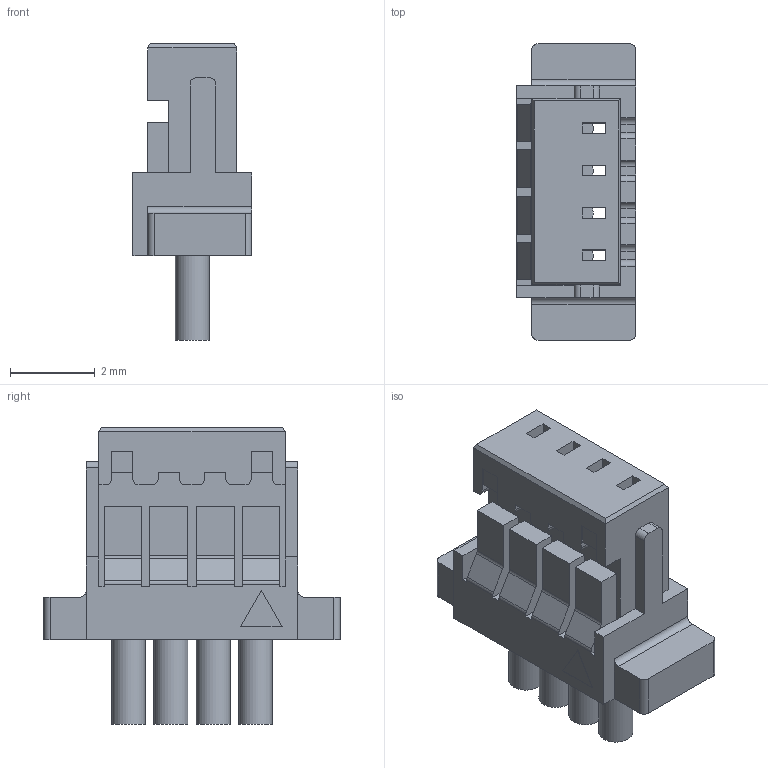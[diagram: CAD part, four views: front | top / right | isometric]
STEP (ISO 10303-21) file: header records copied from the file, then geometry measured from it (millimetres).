
FILE_DESCRIPTION(('FreeCAD Model'),'2;1');
FILE_NAME('Open CASCADE Shape Model','2023-09-13T20:21:53',(''),(''), 'Open CASCADE STEP processor 7.6','FreeCAD','Unknown');
FILE_SCHEMA(('AUTOMOTIVE_DESIGN { 1 0 10303 214 1 1 1 1 }'));
Length unit declared in the file: millimetre
Products named in the file (6): Unnamed; wire_4; wire_3; wire_2; wire_1; housing
Assembly tree (5 placements, depth 2):
  Unnamed
    wire_4
    wire_3
    wire_2
    wire_1
    housing
Bounding box: 2.81 x 7 x 7 mm (x, y, z)
Volume: 6 mm3; surface area: 206.5 mm2
Topology: 4 solids, 5 shells, 180 faces, 489 edges, 324 vertices
Faces by surface type: plane 142, cylinder 38
Full cylindrical faces by diameter (mm): 0.8 x4
Entity records: 5785 total; most frequent: CARTESIAN_POINT 999, ORIENTED_EDGE 978, DIRECTION 937, EDGE_CURVE 489, LINE 413, VECTOR 413, VERTEX_POINT 324, AXIS2_PLACEMENT_3D 262
